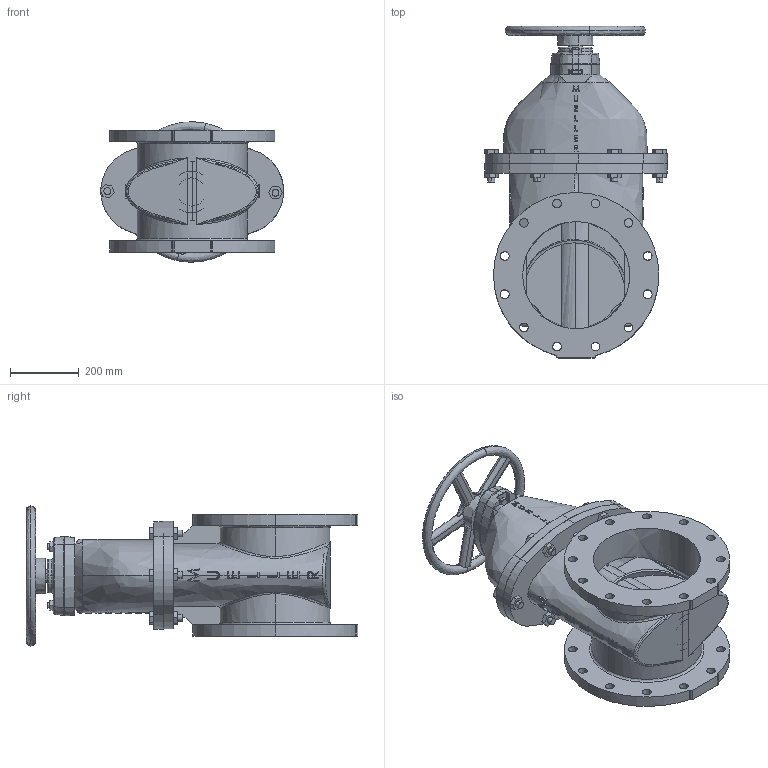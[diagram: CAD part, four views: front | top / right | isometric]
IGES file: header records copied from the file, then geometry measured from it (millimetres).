
Start section: SolidWorks IGES file using NURBS representation for surfaces
Global section: file name: A-2360-6_12_H.IGS; native system: SolidWorks 2014; preprocessor: SolidWorks 2014; author: CAD; date: 150223.130814; units: inch
Bounding box: 534.53 x 968.17 x 409.9 mm (x, y, z)
Volume: 40261385.4 mm3; surface area: 3349328.4 mm2
Topology: 31 solids, 31 shells, 1206 faces, 3319 edges, 2144 vertices
Faces by surface type: bspline 1206
